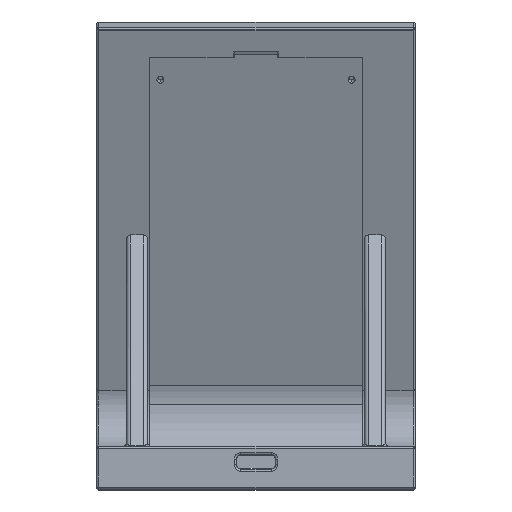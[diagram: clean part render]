
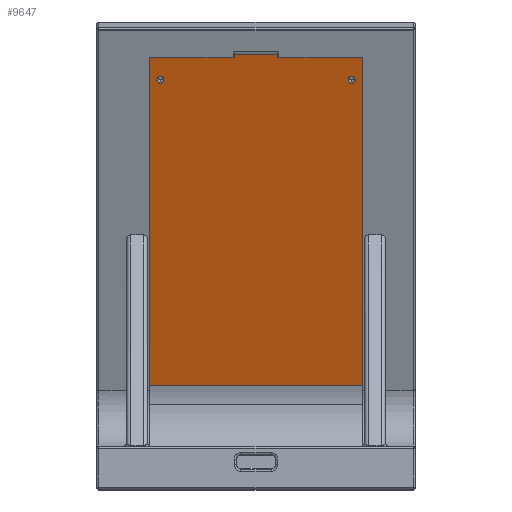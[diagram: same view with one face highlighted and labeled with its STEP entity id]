
A CAD part, top view. The second image highlights one B-rep face of the part: STEP entity #9647.
In plain terms, the highlighted planar face has unit normal (0, -0.342, 0.94).
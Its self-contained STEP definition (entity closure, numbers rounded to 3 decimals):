
#493 = DIRECTION ( 'NONE',  ( 0., 0.342, -0.94 ) ) ;
#565 = ORIENTED_EDGE ( 'NONE', *, *, #10278, .T. ) ;
#900 = DIRECTION ( 'NONE',  ( 0., 0.94, 0.342 ) ) ;
#1031 = CARTESIAN_POINT ( 'NONE',  ( 25.1, 24.48, -30.473 ) ) ;
#1199 = FACE_BOUND ( 'NONE', #15153, .T. ) ;
#1542 = CIRCLE ( 'NONE', #2774, 0.825 ) ;
#1748 = CIRCLE ( 'NONE', #3234, 0.825 ) ;
#1874 = EDGE_CURVE ( 'NONE', #7372, #6749, #1542, .T. ) ;
#2041 = LINE ( 'NONE', #6748, #4225 ) ;
#2241 = CARTESIAN_POINT ( 'NONE',  ( -22.5, 96.488, -4.264 ) ) ;
#2317 = DIRECTION ( 'NONE',  ( 0., 0.94, 0.342 ) ) ;
#2345 = LINE ( 'NONE', #11759, #14805 ) ;
#2630 = VERTEX_POINT ( 'NONE', #13581 ) ;
#2774 = AXIS2_PLACEMENT_3D ( 'NONE', #7729, #493, #8656 ) ;
#2951 = DIRECTION ( 'NONE',  ( 0., 0.342, -0.94 ) ) ;
#3214 = DIRECTION ( 'NONE',  ( 0., 0.94, 0.342 ) ) ;
#3234 = AXIS2_PLACEMENT_3D ( 'NONE', #8849, #14784, #3214 ) ;
#3590 = PLANE ( 'NONE',  #7173 ) ;
#3758 = CARTESIAN_POINT ( 'NONE',  ( -22.5, 95.713, -4.546 ) ) ;
#4012 = ORIENTED_EDGE ( 'NONE', *, *, #6769, .T. ) ;
#4213 = DIRECTION ( 'NONE',  ( 1., 0., 0. ) ) ;
#4225 = VECTOR ( 'NONE', #5595, 1000. ) ;
#4257 = EDGE_LOOP ( 'NONE', ( #7824, #12059 ) ) ;
#4704 = ORIENTED_EDGE ( 'NONE', *, *, #6262, .F. ) ;
#4906 = AXIS2_PLACEMENT_3D ( 'NONE', #2241, #5792, #2317 ) ;
#5035 = DIRECTION ( 'NONE',  ( 1., 0., 0. ) ) ;
#5287 = CARTESIAN_POINT ( 'NONE',  ( -22.5, 97.263, -3.982 ) ) ;
#5595 = DIRECTION ( 'NONE',  ( 0., 0.94, 0.342 ) ) ;
#5608 = AXIS2_PLACEMENT_3D ( 'NONE', #10469, #6914, #900 ) ;
#5780 = VERTEX_POINT ( 'NONE', #5287 ) ;
#5792 = DIRECTION ( 'NONE',  ( 0., 0.342, -0.94 ) ) ;
#5915 = FACE_OUTER_BOUND ( 'NONE', #11807, .T. ) ;
#6214 = EDGE_CURVE ( 'NONE', #13671, #2630, #2041, .T. ) ;
#6262 = EDGE_CURVE ( 'NONE', #2630, #10148, #2345, .T. ) ;
#6748 = CARTESIAN_POINT ( 'NONE',  ( -25.1, -128817.099, -46924.973 ) ) ;
#6749 = VERTEX_POINT ( 'NONE', #8925 ) ;
#6769 = EDGE_CURVE ( 'NONE', #6749, #7372, #1748, .T. ) ;
#6914 = DIRECTION ( 'NONE',  ( 0., 0.342, -0.94 ) ) ;
#7064 = FACE_BOUND ( 'NONE', #4257, .T. ) ;
#7173 = AXIS2_PLACEMENT_3D ( 'NONE', #12507, #2951, #8954 ) ;
#7309 = DIRECTION ( 'NONE',  ( 0., 0.94, 0.342 ) ) ;
#7372 = VERTEX_POINT ( 'NONE', #12519 ) ;
#7729 = CARTESIAN_POINT ( 'NONE',  ( 22.5, 96.488, -4.264 ) ) ;
#7824 = ORIENTED_EDGE ( 'NONE', *, *, #9437, .T. ) ;
#7838 = VECTOR ( 'NONE', #7309, 1000. ) ;
#8537 = ORIENTED_EDGE ( 'NONE', *, *, #8908, .T. ) ;
#8656 = DIRECTION ( 'NONE',  ( 0., 0.94, 0.342 ) ) ;
#8849 = CARTESIAN_POINT ( 'NONE',  ( 22.5, 96.488, -4.264 ) ) ;
#8908 = EDGE_CURVE ( 'NONE', #14843, #10148, #14560, .T. ) ;
#8925 = CARTESIAN_POINT ( 'NONE',  ( 22.5, 95.713, -4.546 ) ) ;
#8954 = DIRECTION ( 'NONE',  ( 0., 0.94, 0.342 ) ) ;
#9086 = ORIENTED_EDGE ( 'NONE', *, *, #6214, .F. ) ;
#9296 = CIRCLE ( 'NONE', #5608, 0.825 ) ;
#9437 = EDGE_CURVE ( 'NONE', #14783, #5780, #9296, .T. ) ;
#9529 = CARTESIAN_POINT ( 'NONE',  ( -25.1, 24.48, -30.473 ) ) ;
#9590 = CIRCLE ( 'NONE', #4906, 0.825 ) ;
#9647 = ADVANCED_FACE ( 'NONE', ( #7064, #1199, #5915 ), #3590, .F. ) ;
#10148 = VERTEX_POINT ( 'NONE', #10412 ) ;
#10278 = EDGE_CURVE ( 'NONE', #13671, #14843, #14780, .T. ) ;
#10412 = CARTESIAN_POINT ( 'NONE',  ( 25.1, 102.69, -2.007 ) ) ;
#10469 = CARTESIAN_POINT ( 'NONE',  ( -22.5, 96.488, -4.264 ) ) ;
#11097 = CARTESIAN_POINT ( 'NONE',  ( 25.1, -128817.099, -46924.973 ) ) ;
#11759 = CARTESIAN_POINT ( 'NONE',  ( -25.1, 102.69, -2.007 ) ) ;
#11807 = EDGE_LOOP ( 'NONE', ( #8537, #4704, #9086, #565 ) ) ;
#12059 = ORIENTED_EDGE ( 'NONE', *, *, #15185, .T. ) ;
#12244 = CARTESIAN_POINT ( 'NONE',  ( -25.1, 24.48, -30.473 ) ) ;
#12507 = CARTESIAN_POINT ( 'NONE',  ( -25.1, -128817.099, -46924.973 ) ) ;
#12519 = CARTESIAN_POINT ( 'NONE',  ( 22.5, 97.263, -3.982 ) ) ;
#13581 = CARTESIAN_POINT ( 'NONE',  ( -25.1, 102.69, -2.007 ) ) ;
#13671 = VERTEX_POINT ( 'NONE', #9529 ) ;
#14338 = VECTOR ( 'NONE', #4213, 1000. ) ;
#14386 = ORIENTED_EDGE ( 'NONE', *, *, #1874, .T. ) ;
#14560 = LINE ( 'NONE', #11097, #7838 ) ;
#14780 = LINE ( 'NONE', #12244, #14338 ) ;
#14783 = VERTEX_POINT ( 'NONE', #3758 ) ;
#14784 = DIRECTION ( 'NONE',  ( 0., 0.342, -0.94 ) ) ;
#14805 = VECTOR ( 'NONE', #5035, 1000. ) ;
#14843 = VERTEX_POINT ( 'NONE', #1031 ) ;
#15153 = EDGE_LOOP ( 'NONE', ( #4012, #14386 ) ) ;
#15185 = EDGE_CURVE ( 'NONE', #5780, #14783, #9590, .T. ) ;
